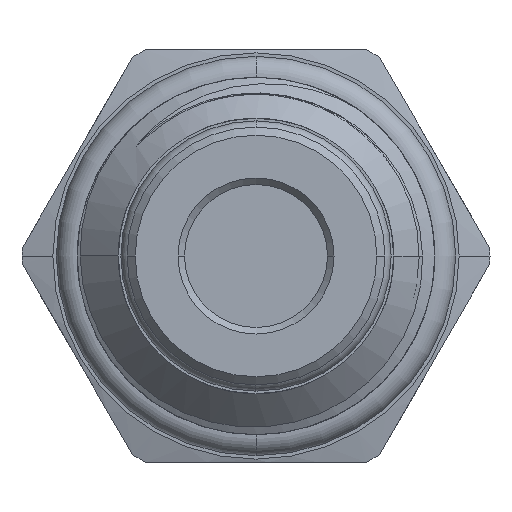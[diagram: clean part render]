
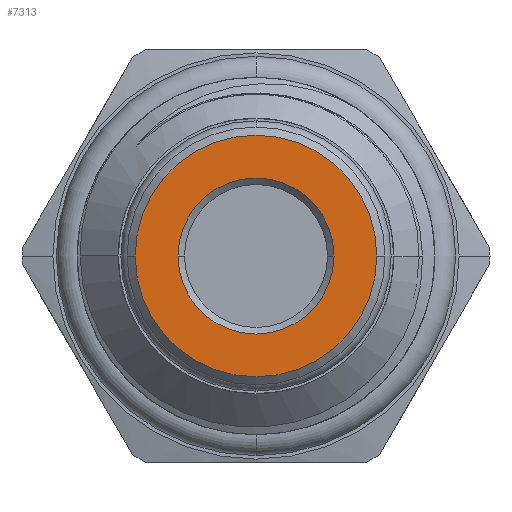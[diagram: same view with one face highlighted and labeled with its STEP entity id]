
A CAD part, left-side view. The second image highlights one B-rep face of the part: STEP entity #7313.
In plain terms, the highlighted planar face has unit normal (-1, 0, 0).
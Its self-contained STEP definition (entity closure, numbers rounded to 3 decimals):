
#141 = EDGE_LOOP ( 'NONE', ( #2546, #2570 ) ) ;
#194 = EDGE_LOOP ( 'NONE', ( #2637, #2553 ) ) ;
#261 = VERTEX_POINT ( 'NONE', #12301 ) ;
#336 = VERTEX_POINT ( 'NONE', #14576 ) ;
#479 = CIRCLE ( 'NONE', #1876, 4.8 ) ;
#509 = CIRCLE ( 'NONE', #1898, 7.435 ) ;
#894 = CIRCLE ( 'NONE', #9300, 7.435 ) ;
#965 = CIRCLE ( 'NONE', #9405, 4.8 ) ;
#993 = FACE_BOUND ( 'NONE', #141, .T. ) ;
#1004 = FACE_OUTER_BOUND ( 'NONE', #194, .T. ) ;
#1625 = EDGE_CURVE ( 'NONE', #261, #336, #479, .T. ) ;
#1652 = EDGE_CURVE ( 'NONE', #3160, #3201, #509, .T. ) ;
#1876 = AXIS2_PLACEMENT_3D ( 'NONE', #12446, #12517, #12459 ) ;
#1898 = AXIS2_PLACEMENT_3D ( 'NONE', #12883, #12884, #12885 ) ;
#2546 = ORIENTED_EDGE ( 'NONE', *, *, #1625, .T. ) ;
#2553 = ORIENTED_EDGE ( 'NONE', *, *, #1652, .T. ) ;
#2570 = ORIENTED_EDGE ( 'NONE', *, *, #4755, .T. ) ;
#2637 = ORIENTED_EDGE ( 'NONE', *, *, #4492, .T. ) ;
#3160 = VERTEX_POINT ( 'NONE', #11958 ) ;
#3201 = VERTEX_POINT ( 'NONE', #11917 ) ;
#4492 = EDGE_CURVE ( 'NONE', #3201, #3160, #894, .T. ) ;
#4755 = EDGE_CURVE ( 'NONE', #336, #261, #965, .T. ) ;
#7313 = ADVANCED_FACE ( 'NONE', ( #993, #1004 ), #10750, .T. ) ;
#9300 = AXIS2_PLACEMENT_3D ( 'NONE', #11163, #11177, #11169 ) ;
#9405 = AXIS2_PLACEMENT_3D ( 'NONE', #10885, #10884, #10882 ) ;
#9471 = AXIS2_PLACEMENT_3D ( 'NONE', #10744, #10752, #10753 ) ;
#10744 = CARTESIAN_POINT ( 'NONE',  ( -14.511, 0., 0. ) ) ;
#10750 = PLANE ( 'NONE',  #9471 ) ;
#10752 = DIRECTION ( 'NONE',  ( -1., 0., 0. ) ) ;
#10753 = DIRECTION ( 'NONE',  ( 0., 1., 0. ) ) ;
#10882 = DIRECTION ( 'NONE',  ( 0., 1., 0. ) ) ;
#10884 = DIRECTION ( 'NONE',  ( 1., 0., 0. ) ) ;
#10885 = CARTESIAN_POINT ( 'NONE',  ( -14.511, 0., 0. ) ) ;
#11163 = CARTESIAN_POINT ( 'NONE',  ( -14.511, 0., 0. ) ) ;
#11169 = DIRECTION ( 'NONE',  ( 0., 1., 0. ) ) ;
#11177 = DIRECTION ( 'NONE',  ( -1., 0., 0. ) ) ;
#11917 = CARTESIAN_POINT ( 'NONE',  ( -14.511, -7.435, 0. ) ) ;
#11958 = CARTESIAN_POINT ( 'NONE',  ( -14.511, 7.435, 0. ) ) ;
#12301 = CARTESIAN_POINT ( 'NONE',  ( -14.511, 4.8, 0. ) ) ;
#12446 = CARTESIAN_POINT ( 'NONE',  ( -14.511, 0., 0. ) ) ;
#12459 = DIRECTION ( 'NONE',  ( 0., 1., 0. ) ) ;
#12517 = DIRECTION ( 'NONE',  ( 1., 0., 0. ) ) ;
#12883 = CARTESIAN_POINT ( 'NONE',  ( -14.511, 0., 0. ) ) ;
#12884 = DIRECTION ( 'NONE',  ( -1., 0., 0. ) ) ;
#12885 = DIRECTION ( 'NONE',  ( 0., 1., 0. ) ) ;
#14576 = CARTESIAN_POINT ( 'NONE',  ( -14.511, -4.8, 0. ) ) ;
